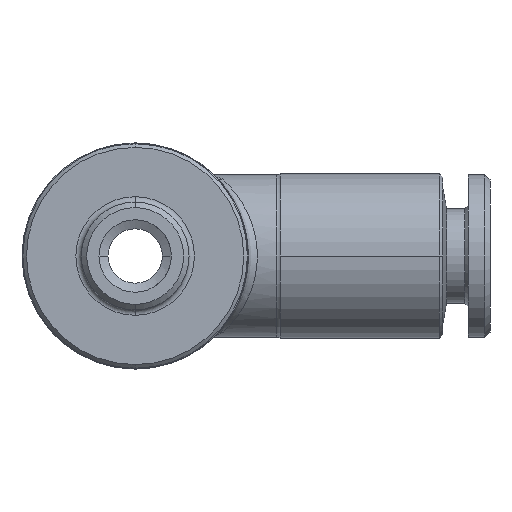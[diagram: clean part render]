
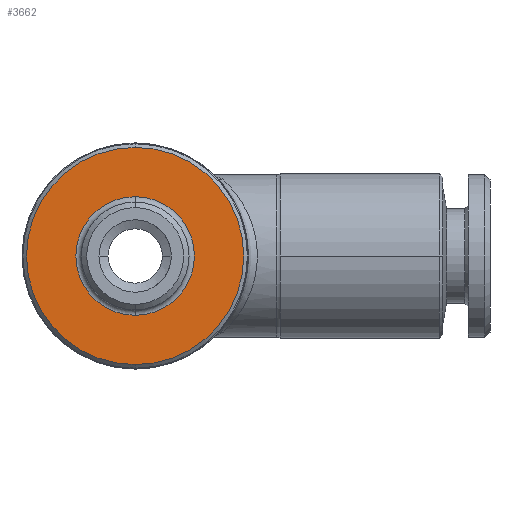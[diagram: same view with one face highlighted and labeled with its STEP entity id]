
A CAD part, front view. The second image highlights one B-rep face of the part: STEP entity #3662.
In plain terms, the highlighted planar face has unit normal (0, -1, 0).
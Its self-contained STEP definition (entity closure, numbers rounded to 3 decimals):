
#871 = CARTESIAN_POINT ( 'NONE',  ( 0., -9.5, -3.275 ) ) ;
#872 = DIRECTION ( 'NONE',  ( 0., 0., -1. ) ) ;
#873 = DIRECTION ( 'NONE',  ( 0., -1., 0. ) ) ;
#874 = CARTESIAN_POINT ( 'NONE',  ( 0., -9.5, 0. ) ) ;
#875 = AXIS2_PLACEMENT_3D ( 'NONE', #874, #873, #872 ) ;
#913 = CIRCLE ( 'NONE', #875, 3.275 ) ;
#1135 = CARTESIAN_POINT ( 'NONE',  ( 0., -9.5, 3.275 ) ) ;
#1231 = DIRECTION ( 'NONE',  ( 0., 0., -1. ) ) ;
#1232 = DIRECTION ( 'NONE',  ( 0., -1., 0. ) ) ;
#1233 = CARTESIAN_POINT ( 'NONE',  ( 0., -9.5, 0. ) ) ;
#1234 = AXIS2_PLACEMENT_3D ( 'NONE', #1233, #1232, #1231 ) ;
#1235 = CIRCLE ( 'NONE', #1234, 6. ) ;
#1375 = CARTESIAN_POINT ( 'NONE',  ( 0., -9.5, 6. ) ) ;
#1425 = CARTESIAN_POINT ( 'NONE',  ( 0., -9.5, -6. ) ) ;
#1697 = DIRECTION ( 'NONE',  ( 0., 0., -1. ) ) ;
#1698 = DIRECTION ( 'NONE',  ( 0., -1., 0. ) ) ;
#1699 = CARTESIAN_POINT ( 'NONE',  ( 0., -9.5, 0. ) ) ;
#1700 = AXIS2_PLACEMENT_3D ( 'NONE', #1699, #1698, #1697 ) ;
#1701 = CIRCLE ( 'NONE', #1700, 6. ) ;
#1704 = DIRECTION ( 'NONE',  ( 0., 0., -1. ) ) ;
#1705 = DIRECTION ( 'NONE',  ( 0., -1., 0. ) ) ;
#1706 = CARTESIAN_POINT ( 'NONE',  ( 0., -9.5, 0. ) ) ;
#1723 = AXIS2_PLACEMENT_3D ( 'NONE', #1706, #1705, #1704 ) ;
#1724 = CIRCLE ( 'NONE', #1723, 3.275 ) ;
#1817 = FACE_OUTER_BOUND ( 'NONE', #3641, .T. ) ;
#1819 = AXIS2_PLACEMENT_3D ( 'NONE', #1832, #1830, #1825 ) ;
#1825 = DIRECTION ( 'NONE',  ( 0., 0., -1. ) ) ;
#1826 = PLANE ( 'NONE',  #1819 ) ;
#1829 = FACE_BOUND ( 'NONE', #3653, .T. ) ;
#1830 = DIRECTION ( 'NONE',  ( 0., -1., 0. ) ) ;
#1832 = CARTESIAN_POINT ( 'NONE',  ( 6., -9.5, 0. ) ) ;
#3230 = EDGE_CURVE ( 'NONE', #3304, #3231, #913, .T. ) ;
#3231 = VERTEX_POINT ( 'NONE', #871 ) ;
#3304 = VERTEX_POINT ( 'NONE', #1135 ) ;
#3390 = EDGE_CURVE ( 'NONE', #3435, #3400, #1235, .T. ) ;
#3400 = VERTEX_POINT ( 'NONE', #1375 ) ;
#3435 = VERTEX_POINT ( 'NONE', #1425 ) ;
#3605 = EDGE_CURVE ( 'NONE', #3231, #3304, #1724, .T. ) ;
#3641 = EDGE_LOOP ( 'NONE', ( #3649, #3645 ) ) ;
#3645 = ORIENTED_EDGE ( 'NONE', *, *, #3390, .T. ) ;
#3648 = ORIENTED_EDGE ( 'NONE', *, *, #3605, .F. ) ;
#3649 = ORIENTED_EDGE ( 'NONE', *, *, #3650, .T. ) ;
#3650 = EDGE_CURVE ( 'NONE', #3400, #3435, #1701, .T. ) ;
#3653 = EDGE_LOOP ( 'NONE', ( #3648, #3672 ) ) ;
#3662 = ADVANCED_FACE ( 'NONE', ( #1817, #1829 ), #1826, .T. ) ;
#3672 = ORIENTED_EDGE ( 'NONE', *, *, #3230, .F. ) ;
